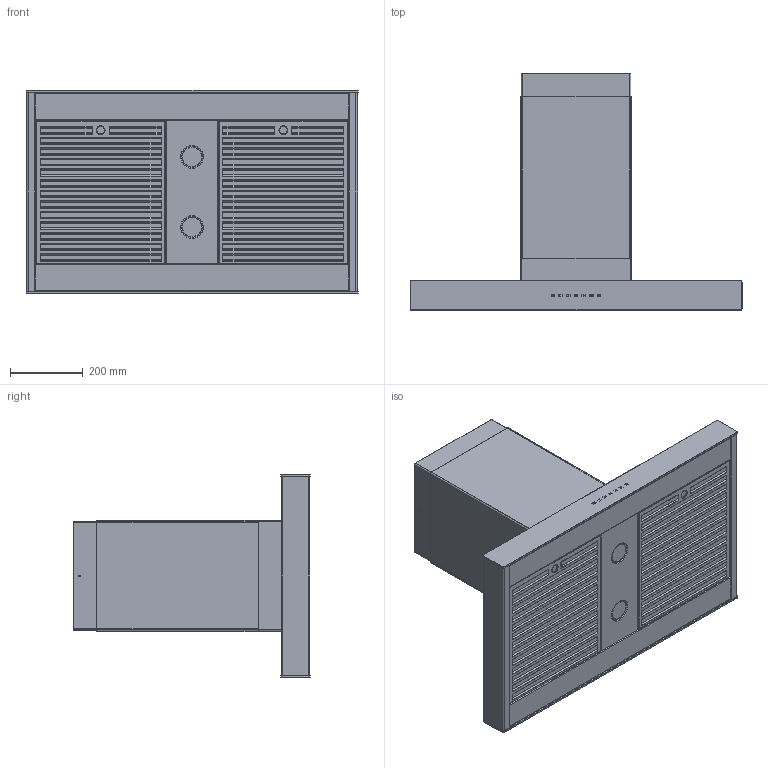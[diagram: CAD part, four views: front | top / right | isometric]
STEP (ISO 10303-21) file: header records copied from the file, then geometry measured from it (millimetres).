
FILE_DESCRIPTION((''),'2;1');
FILE_NAME('IS700_WEB_SIMPLIFIED','2014-06-25T',('cossetter'),(''),'PRO/ENGINEER BY PARAMETRIC TECHNOLOGY CORPORATION, 2013230','PRO/ENGINEER BY PARAMETRIC TECHNOLOGY CORPORATION, 2013230','');
FILE_SCHEMA(('CONFIG_CONTROL_DESIGN'));
Length unit declared in the file: inch
Products named in the file (1): IS700_WEB_SIMPLIFIED
Bounding box: 913.23 x 650.36 x 558.78 mm (x, y, z)
Volume: 54946127.4 mm3; surface area: 4702917 mm2
Topology: 6 solids, 6 shells, 923 faces, 2456 edges, 1580 vertices
Faces by surface type: plane 660, cylinder 207, cone 36, torus 12, bspline 8
Entity records: 29258 total; most frequent: CARTESIAN_POINT 5859, ORIENTED_EDGE 4912, DIRECTION 4712, EDGE_CURVE 2456, VECTOR 1958, LINE 1958, VERTEX_POINT 1580, AXIS2_PLACEMENT_3D 1377
